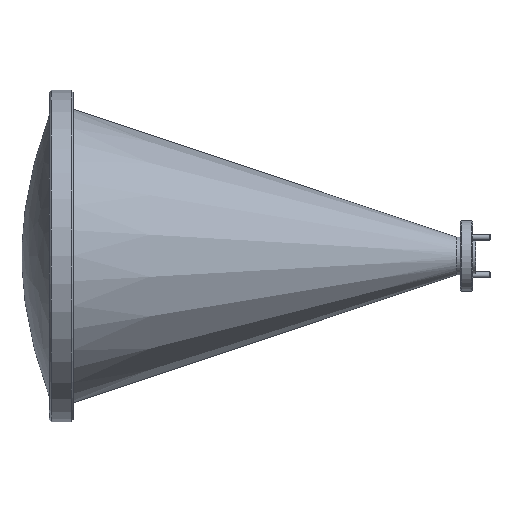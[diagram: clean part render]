
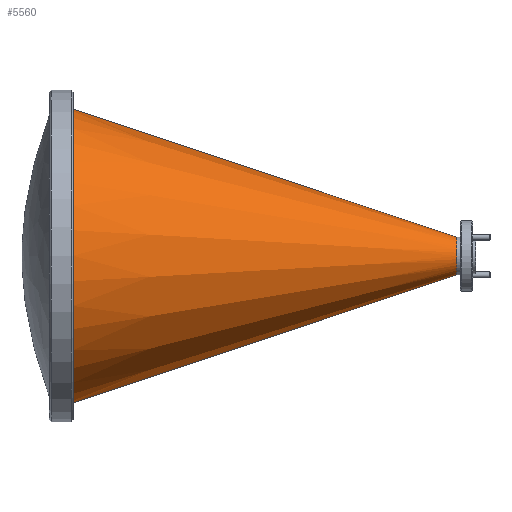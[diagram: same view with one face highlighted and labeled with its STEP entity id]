
A CAD part, top view. The second image highlights one B-rep face of the part: STEP entity #5560.
In plain terms, the highlighted conical face has half-angle 18.435 degrees and reference radius 5.08 mm.
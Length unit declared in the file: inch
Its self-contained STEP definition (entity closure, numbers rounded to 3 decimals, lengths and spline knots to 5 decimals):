
#442 = CARTESIAN_POINT ( 'NONE',  ( -2.70446, 0.72192, 0.25717 ) ) ;
#1150 = CARTESIAN_POINT ( 'NONE',  ( -2.70446, -0.82808, 0.25717 ) ) ;
#1513 = VECTOR ( 'NONE', #6729, 39.37008 ) ;
#1730 = ORIENTED_EDGE ( 'NONE', *, *, #26861, .T. ) ;
#3402 = CIRCLE ( 'NONE', #19801, 0.2 ) ;
#3934 = VERTEX_POINT ( 'NONE', #20194 ) ;
#4310 = ORIENTED_EDGE ( 'NONE', *, *, #16665, .T. ) ;
#4366 = DIRECTION ( 'NONE',  ( 0., 1., 0. ) ) ;
#5560 = ADVANCED_FACE ( 'NONE', ( #9901 ), #13153, .T. ) ;
#6328 = CARTESIAN_POINT ( 'NONE',  ( 1.34554, 0.72192, 0.25717 ) ) ;
#6729 = DIRECTION ( 'NONE',  ( -0.949, 0.316, 0. ) ) ;
#7001 = DIRECTION ( 'NONE',  ( 1., 0., 0. ) ) ;
#7461 = ORIENTED_EDGE ( 'NONE', *, *, #14935, .F. ) ;
#8474 = EDGE_CURVE ( 'NONE', #27075, #20869, #17429, .T. ) ;
#8613 = EDGE_LOOP ( 'NONE', ( #7461, #1730, #4310, #12697 ) ) ;
#9075 = DIRECTION ( 'NONE',  ( 0., -1., 0. ) ) ;
#9343 = CARTESIAN_POINT ( 'NONE',  ( 1.34554, 0.72192, 0.25717 ) ) ;
#9901 = FACE_OUTER_BOUND ( 'NONE', #8613, .T. ) ;
#10641 = CARTESIAN_POINT ( 'NONE',  ( 1.34554, 0.52192, 0.25717 ) ) ;
#11066 = DIRECTION ( 'NONE',  ( -0.949, -0.316, 0. ) ) ;
#11159 = AXIS2_PLACEMENT_3D ( 'NONE', #442, #7001, #23820 ) ;
#12697 = ORIENTED_EDGE ( 'NONE', *, *, #8474, .F. ) ;
#13005 = CARTESIAN_POINT ( 'NONE',  ( 1.34554, 0.92192, 0.25717 ) ) ;
#13153 = CONICAL_SURFACE ( 'NONE', #16341, 0.2, 0.322 ) ;
#14726 = DIRECTION ( 'NONE',  ( 1., 0., 0. ) ) ;
#14935 = EDGE_CURVE ( 'NONE', #3934, #27075, #3402, .T. ) ;
#16341 = AXIS2_PLACEMENT_3D ( 'NONE', #9343, #23954, #9075 ) ;
#16665 = EDGE_CURVE ( 'NONE', #21203, #20869, #26554, .T. ) ;
#17429 = LINE ( 'NONE', #23497, #25276 ) ;
#18141 = LINE ( 'NONE', #13005, #1513 ) ;
#19801 = AXIS2_PLACEMENT_3D ( 'NONE', #6328, #14726, #4366 ) ;
#20194 = CARTESIAN_POINT ( 'NONE',  ( 1.34554, 0.92192, 0.25717 ) ) ;
#20869 = VERTEX_POINT ( 'NONE', #1150 ) ;
#21203 = VERTEX_POINT ( 'NONE', #24552 ) ;
#23497 = CARTESIAN_POINT ( 'NONE',  ( 1.34554, 0.52192, 0.25717 ) ) ;
#23820 = DIRECTION ( 'NONE',  ( 0., 1., 0. ) ) ;
#23954 = DIRECTION ( 'NONE',  ( -1., 0., 0. ) ) ;
#24552 = CARTESIAN_POINT ( 'NONE',  ( -2.70446, 2.27192, 0.25717 ) ) ;
#25276 = VECTOR ( 'NONE', #11066, 39.37008 ) ;
#26554 = CIRCLE ( 'NONE', #11159, 1.55 ) ;
#26861 = EDGE_CURVE ( 'NONE', #3934, #21203, #18141, .T. ) ;
#27075 = VERTEX_POINT ( 'NONE', #10641 ) ;
